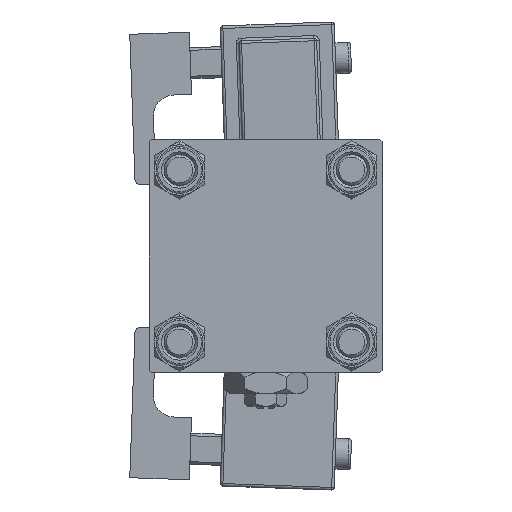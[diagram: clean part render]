
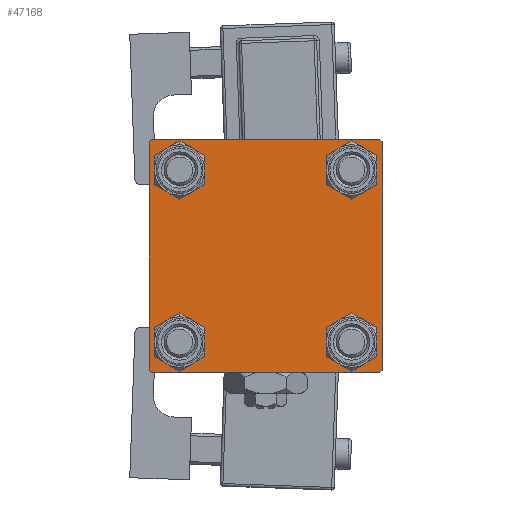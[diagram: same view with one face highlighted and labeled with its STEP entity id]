
A CAD part, left-side view. The second image highlights one B-rep face of the part: STEP entity #47168.
In plain terms, the highlighted planar face has unit normal (-1, 0, 0).
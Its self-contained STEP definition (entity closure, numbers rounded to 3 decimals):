
#185 = VECTOR ( 'NONE', #4959, 1000. ) ;
#387 = VERTEX_POINT ( 'NONE', #17373 ) ;
#534 = EDGE_CURVE ( 'NONE', #34375, #387, #40927, .T. ) ;
#650 = CIRCLE ( 'NONE', #51599, 3.5 ) ;
#1188 = EDGE_CURVE ( 'NONE', #42061, #9319, #40725, .T. ) ;
#1577 = EDGE_LOOP ( 'NONE', ( #7677, #30095 ) ) ;
#1640 = CARTESIAN_POINT ( 'NONE',  ( 0., -22.25, 22.25 ) ) ;
#1950 = CARTESIAN_POINT ( 'NONE',  ( 0., -16.6, 16.6 ) ) ;
#2032 = LINE ( 'NONE', #53002, #11564 ) ;
#2802 = DIRECTION ( 'NONE',  ( 1., 0., 0. ) ) ;
#2924 = FACE_BOUND ( 'NONE', #43764, .T. ) ;
#3218 = AXIS2_PLACEMENT_3D ( 'NONE', #1950, #2802, #11355 ) ;
#4959 = DIRECTION ( 'NONE',  ( 0., -0.707, -0.707 ) ) ;
#5189 = DIRECTION ( 'NONE',  ( 0., 0.707, -0.707 ) ) ;
#5240 = VECTOR ( 'NONE', #6887, 1000. ) ;
#5380 = VECTOR ( 'NONE', #36906, 1000. ) ;
#5531 = CARTESIAN_POINT ( 'NONE',  ( 0., -16.6, 20.1 ) ) ;
#5869 = CIRCLE ( 'NONE', #19552, 3.5 ) ;
#5945 = AXIS2_PLACEMENT_3D ( 'NONE', #33384, #55001, #16044 ) ;
#5992 = VERTEX_POINT ( 'NONE', #43207 ) ;
#6141 = DIRECTION ( 'NONE',  ( 0., 0., 1. ) ) ;
#6887 = DIRECTION ( 'NONE',  ( 0., -1., 0. ) ) ;
#7223 = CARTESIAN_POINT ( 'NONE',  ( 0., -16.6, 16.6 ) ) ;
#7677 = ORIENTED_EDGE ( 'NONE', *, *, #16280, .T. ) ;
#7757 = FACE_BOUND ( 'NONE', #1577, .T. ) ;
#8204 = CARTESIAN_POINT ( 'NONE',  ( 0., -22.5, 22.5 ) ) ;
#9184 = VERTEX_POINT ( 'NONE', #15146 ) ;
#9212 = EDGE_CURVE ( 'NONE', #15923, #42061, #2032, .T. ) ;
#9319 = VERTEX_POINT ( 'NONE', #47268 ) ;
#9574 = CARTESIAN_POINT ( 'NONE',  ( 0., -16.6, -16.6 ) ) ;
#9916 = EDGE_CURVE ( 'NONE', #15038, #9184, #650, .T. ) ;
#10019 = EDGE_CURVE ( 'NONE', #15923, #387, #50150, .T. ) ;
#10349 = EDGE_CURVE ( 'NONE', #10494, #44799, #19839, .T. ) ;
#10494 = VERTEX_POINT ( 'NONE', #27844 ) ;
#10707 = DIRECTION ( 'NONE',  ( 1., 0., 0. ) ) ;
#10783 = ORIENTED_EDGE ( 'NONE', *, *, #10019, .F. ) ;
#10807 = CARTESIAN_POINT ( 'NONE',  ( 0., 16.6, 16.6 ) ) ;
#10847 = DIRECTION ( 'NONE',  ( 1., 0., 0. ) ) ;
#11355 = DIRECTION ( 'NONE',  ( 0., 0., 1. ) ) ;
#11564 = VECTOR ( 'NONE', #5189, 1000. ) ;
#11641 = EDGE_CURVE ( 'NONE', #36898, #35077, #46163, .T. ) ;
#11644 = EDGE_LOOP ( 'NONE', ( #36960, #32620 ) ) ;
#12649 = CARTESIAN_POINT ( 'NONE',  ( 0., 16.6, -20.1 ) ) ;
#12737 = VECTOR ( 'NONE', #16467, 1000. ) ;
#13754 = ORIENTED_EDGE ( 'NONE', *, *, #30259, .T. ) ;
#14264 = VERTEX_POINT ( 'NONE', #42116 ) ;
#15038 = VERTEX_POINT ( 'NONE', #12649 ) ;
#15120 = CARTESIAN_POINT ( 'NONE',  ( 0., 22.5, 22.5 ) ) ;
#15146 = CARTESIAN_POINT ( 'NONE',  ( 0., 16.6, -13.1 ) ) ;
#15701 = EDGE_CURVE ( 'NONE', #5992, #17140, #30097, .T. ) ;
#15923 = VERTEX_POINT ( 'NONE', #41034 ) ;
#16044 = DIRECTION ( 'NONE',  ( 0., 0., 1. ) ) ;
#16217 = CARTESIAN_POINT ( 'NONE',  ( 0., 16.6, 20.1 ) ) ;
#16280 = EDGE_CURVE ( 'NONE', #44799, #10494, #22772, .T. ) ;
#16467 = DIRECTION ( 'NONE',  ( 0., -1., 0. ) ) ;
#17140 = VERTEX_POINT ( 'NONE', #40694 ) ;
#17328 = LINE ( 'NONE', #8204, #50081 ) ;
#17373 = CARTESIAN_POINT ( 'NONE',  ( 0., -22., 22.5 ) ) ;
#18356 = ORIENTED_EDGE ( 'NONE', *, *, #49265, .T. ) ;
#18722 = CARTESIAN_POINT ( 'NONE',  ( 0., -16.6, -16.6 ) ) ;
#19384 = DIRECTION ( 'NONE',  ( 0., 0., 1. ) ) ;
#19552 = AXIS2_PLACEMENT_3D ( 'NONE', #7223, #28594, #45086 ) ;
#19681 = CARTESIAN_POINT ( 'NONE',  ( 0., -16.6, 13.1 ) ) ;
#19839 = CIRCLE ( 'NONE', #55220, 3.5 ) ;
#19983 = CARTESIAN_POINT ( 'NONE',  ( 0., 16.6, -16.6 ) ) ;
#20329 = FACE_OUTER_BOUND ( 'NONE', #44573, .T. ) ;
#22772 = CIRCLE ( 'NONE', #52736, 3.5 ) ;
#23357 = DIRECTION ( 'NONE',  ( 1., 0., 0. ) ) ;
#23724 = ORIENTED_EDGE ( 'NONE', *, *, #534, .T. ) ;
#23897 = CIRCLE ( 'NONE', #31163, 3.5 ) ;
#25586 = DIRECTION ( 'NONE',  ( 0., 0., 1. ) ) ;
#25657 = CARTESIAN_POINT ( 'NONE',  ( 0., -16.6, -13.1 ) ) ;
#26436 = DIRECTION ( 'NONE',  ( 1., 0., 0. ) ) ;
#26890 = LINE ( 'NONE', #43945, #185 ) ;
#27794 = DIRECTION ( 'NONE',  ( 1., 0., 0. ) ) ;
#27844 = CARTESIAN_POINT ( 'NONE',  ( 0., 16.6, 13.1 ) ) ;
#27943 = DIRECTION ( 'NONE',  ( 0., 0., 1. ) ) ;
#27989 = ORIENTED_EDGE ( 'NONE', *, *, #34516, .F. ) ;
#28375 = CARTESIAN_POINT ( 'NONE',  ( 0., 16.6, -16.6 ) ) ;
#28573 = FACE_BOUND ( 'NONE', #50121, .T. ) ;
#28594 = DIRECTION ( 'NONE',  ( 1., 0., 0. ) ) ;
#29223 = CARTESIAN_POINT ( 'NONE',  ( 0., -22.25, -22.25 ) ) ;
#29541 = ORIENTED_EDGE ( 'NONE', *, *, #9212, .T. ) ;
#29653 = ORIENTED_EDGE ( 'NONE', *, *, #40588, .T. ) ;
#30095 = ORIENTED_EDGE ( 'NONE', *, *, #10349, .T. ) ;
#30097 = LINE ( 'NONE', #47452, #12737 ) ;
#30107 = CIRCLE ( 'NONE', #47393, 3.5 ) ;
#30259 = EDGE_CURVE ( 'NONE', #17140, #14264, #49978, .T. ) ;
#31163 = AXIS2_PLACEMENT_3D ( 'NONE', #28375, #10707, #36903 ) ;
#31316 = CARTESIAN_POINT ( 'NONE',  ( 0., -22.5, 22. ) ) ;
#32552 = AXIS2_PLACEMENT_3D ( 'NONE', #9574, #27794, #6141 ) ;
#32620 = ORIENTED_EDGE ( 'NONE', *, *, #9916, .T. ) ;
#33384 = CARTESIAN_POINT ( 'NONE',  ( 0., 0., 0. ) ) ;
#33853 = VERTEX_POINT ( 'NONE', #5531 ) ;
#34375 = VERTEX_POINT ( 'NONE', #31316 ) ;
#34516 = EDGE_CURVE ( 'NONE', #34375, #14264, #17328, .T. ) ;
#35077 = VERTEX_POINT ( 'NONE', #25657 ) ;
#36048 = DIRECTION ( 'NONE',  ( 1., 0., 0. ) ) ;
#36671 = DIRECTION ( 'NONE',  ( 0., 0.707, 0.707 ) ) ;
#36898 = VERTEX_POINT ( 'NONE', #39549 ) ;
#36903 = DIRECTION ( 'NONE',  ( 0., 0., 1. ) ) ;
#36906 = DIRECTION ( 'NONE',  ( 0., -0.707, 0.707 ) ) ;
#36960 = ORIENTED_EDGE ( 'NONE', *, *, #41747, .T. ) ;
#37025 = VECTOR ( 'NONE', #49822, 1000. ) ;
#37691 = ORIENTED_EDGE ( 'NONE', *, *, #11641, .T. ) ;
#38380 = EDGE_CURVE ( 'NONE', #35077, #36898, #30107, .T. ) ;
#39549 = CARTESIAN_POINT ( 'NONE',  ( 0., -16.6, -20.1 ) ) ;
#40588 = EDGE_CURVE ( 'NONE', #9319, #5992, #26890, .T. ) ;
#40694 = CARTESIAN_POINT ( 'NONE',  ( 0., -22., -22.5 ) ) ;
#40725 = LINE ( 'NONE', #15120, #37025 ) ;
#40927 = LINE ( 'NONE', #1640, #48785 ) ;
#41034 = CARTESIAN_POINT ( 'NONE',  ( 0., 22., 22.5 ) ) ;
#41639 = PLANE ( 'NONE',  #5945 ) ;
#41747 = EDGE_CURVE ( 'NONE', #9184, #15038, #23897, .T. ) ;
#42061 = VERTEX_POINT ( 'NONE', #50127 ) ;
#42116 = CARTESIAN_POINT ( 'NONE',  ( 0., -22.5, -22. ) ) ;
#43207 = CARTESIAN_POINT ( 'NONE',  ( 0., 22., -22.5 ) ) ;
#43764 = EDGE_LOOP ( 'NONE', ( #46138, #37691 ) ) ;
#43945 = CARTESIAN_POINT ( 'NONE',  ( 0., 22.25, -22.25 ) ) ;
#44312 = ORIENTED_EDGE ( 'NONE', *, *, #15701, .T. ) ;
#44573 = EDGE_LOOP ( 'NONE', ( #52612, #29653, #44312, #13754, #27989, #23724, #10783, #29541 ) ) ;
#44799 = VERTEX_POINT ( 'NONE', #16217 ) ;
#45022 = CIRCLE ( 'NONE', #3218, 3.5 ) ;
#45086 = DIRECTION ( 'NONE',  ( 0., 0., 1. ) ) ;
#45878 = CARTESIAN_POINT ( 'NONE',  ( 0., 22.5, 22.5 ) ) ;
#46138 = ORIENTED_EDGE ( 'NONE', *, *, #38380, .T. ) ;
#46163 = CIRCLE ( 'NONE', #32552, 3.5 ) ;
#46508 = VERTEX_POINT ( 'NONE', #19681 ) ;
#46641 = DIRECTION ( 'NONE',  ( 0., 0., -1. ) ) ;
#47168 = ADVANCED_FACE ( 'NONE', ( #28573, #2924, #54729, #7757, #20329 ), #41639, .T. ) ;
#47268 = CARTESIAN_POINT ( 'NONE',  ( 0., 22.5, -22. ) ) ;
#47393 = AXIS2_PLACEMENT_3D ( 'NONE', #18722, #36048, #53953 ) ;
#47452 = CARTESIAN_POINT ( 'NONE',  ( 0., 22.5, -22.5 ) ) ;
#47603 = EDGE_CURVE ( 'NONE', #46508, #33853, #45022, .T. ) ;
#48785 = VECTOR ( 'NONE', #36671, 1000. ) ;
#49265 = EDGE_CURVE ( 'NONE', #33853, #46508, #5869, .T. ) ;
#49718 = ORIENTED_EDGE ( 'NONE', *, *, #47603, .T. ) ;
#49822 = DIRECTION ( 'NONE',  ( 0., 0., -1. ) ) ;
#49978 = LINE ( 'NONE', #29223, #5380 ) ;
#50081 = VECTOR ( 'NONE', #46641, 1000. ) ;
#50121 = EDGE_LOOP ( 'NONE', ( #18356, #49718 ) ) ;
#50127 = CARTESIAN_POINT ( 'NONE',  ( 0., 22.5, 22. ) ) ;
#50150 = LINE ( 'NONE', #45878, #5240 ) ;
#51599 = AXIS2_PLACEMENT_3D ( 'NONE', #19983, #10847, #27943 ) ;
#52312 = CARTESIAN_POINT ( 'NONE',  ( 0., 16.6, 16.6 ) ) ;
#52612 = ORIENTED_EDGE ( 'NONE', *, *, #1188, .T. ) ;
#52736 = AXIS2_PLACEMENT_3D ( 'NONE', #52312, #26436, #25586 ) ;
#53002 = CARTESIAN_POINT ( 'NONE',  ( 0., 22.25, 22.25 ) ) ;
#53953 = DIRECTION ( 'NONE',  ( 0., 0., 1. ) ) ;
#54729 = FACE_BOUND ( 'NONE', #11644, .T. ) ;
#55001 = DIRECTION ( 'NONE',  ( -1., 0., 0. ) ) ;
#55220 = AXIS2_PLACEMENT_3D ( 'NONE', #10807, #23357, #19384 ) ;
